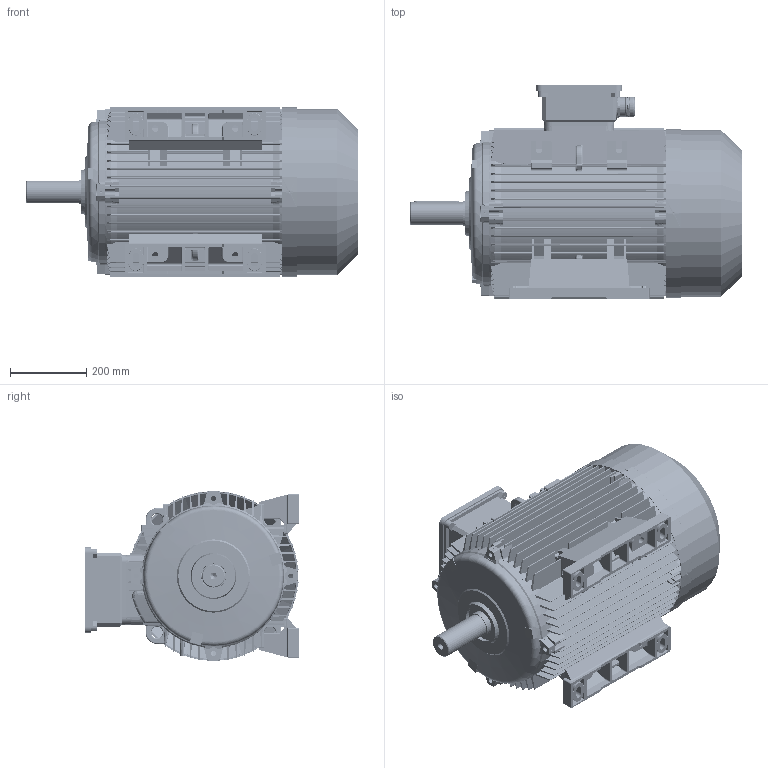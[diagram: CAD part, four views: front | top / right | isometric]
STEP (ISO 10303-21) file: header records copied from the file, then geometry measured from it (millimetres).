
FILE_DESCRIPTION (( 'STEP AP214' ), '1' );
FILE_NAME ('CA225 M-B3-IC411-4-6-8 POLES-TB TOP.STEP', '2024-09-23T08:55:37', ( '' ), ( '' ), 'SwSTEP 2.0', 'SolidWorks 2024', '' );
FILE_SCHEMA (( 'AUTOMOTIVE_DESIGN' ));
Length unit declared in the file: millimetre
Products named in the file (21): Guarnizione scatola-coperchio 225T-250T; Copriventola C250T; Carcassa 250T; PRESSACAVO M50; Albero 225M serie ventilato; Scudo serie 225M - rif. A27951_SENZA FORI COPERCHIETTO; Piede 225M; Coperchio scatola morsetti 225T-250T; Targhetta motore_LAMIERA ALLUMINIO; CA225 M-B3-IC411-4-6-8 POLES-TB TOP; Tappo M50; chiodino targhetta d.3.2x6; Guarnizione scatola-motore 225-250T; Scudo serie 225M con fori encoder; Coprimorsettiera  225T-250T; Coperchietto interno d.140; Radial Ball Bearing_68_SKF_SKF - 6313 - 10,DE,AC,10_68; Ventola 250T-7Pale-4Poli diam.380; 18x11x120; Scatola morsetti 225T-250T; socket head cap screw_iso_ISO 4762 M6 x 25 --- 25C
Assembly tree (25 placements, depth 3):
  CA225 M-B3-IC411-4-6-8 POLES-TB TOP
    Albero 225M serie ventilato
    Radial Ball Bearing_68_SKF_SKF - 6313 - 10,DE,AC,10_68  x2
    Coperchietto interno d.140
    Scudo serie 225M con fori encoder
    18x11x120
    Scudo serie 225M - rif. A27951_SENZA FORI COPERCHIETTO
    Ventola 250T-7Pale-4Poli diam.380
    Copriventola C250T
    Targhetta motore_LAMIERA ALLUMINIO
    chiodino targhetta d.3.2x6
    Piede 225M  x2
    Carcassa 250T
    Coprimorsettiera  225T-250T
      Scatola morsetti 225T-250T
      Guarnizione scatola-coperchio 225T-250T
      Guarnizione scatola-motore 225-250T
      Coperchio scatola morsetti 225T-250T
      socket head cap screw_iso_ISO 4762 M6 x 25 --- 25C  x4
      Tappo M50
      PRESSACAVO M50
Bounding box: 872.5 x 563 x 448.85 mm (x, y, z)
Volume: 21862730.9 mm3; surface area: 5888176.6 mm2
Topology: 30 solids, 31 shells, 6731 faces, 18958 edges, 12189 vertices
Faces by surface type: plane 3688, cylinder 1478, torus 601, cone 453, bspline 299, sphere 212
Entity records: 227631 total; most frequent: CARTESIAN_POINT 68488, ORIENTED_EDGE 34798, DIRECTION 30266, EDGE_CURVE 17399, VERTEX_POINT 11271, LINE 10930, VECTOR 10930, AXIS2_PLACEMENT_3D 9668
